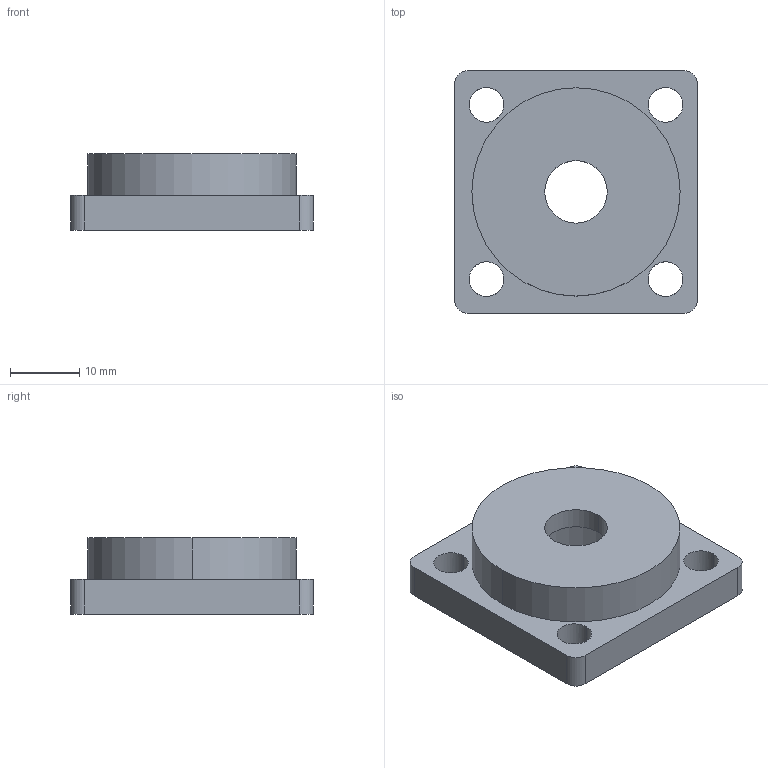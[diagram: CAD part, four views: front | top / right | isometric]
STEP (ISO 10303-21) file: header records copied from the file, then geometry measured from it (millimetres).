
FILE_DESCRIPTION(('CATIA V5 STEP Exchange'),'2;1');
FILE_NAME('V gate shafr bearing support.stp','2019-12-29T12:07:19+00:00',('none'),('none'),'CATIA Version 5 Release 20 GA (IN-10)','CATIA V5 STEP AP203','none');
FILE_SCHEMA(('CONFIG_CONTROL_DESIGN'));
Length unit declared in the file: millimetre
Products named in the file (2): frame final (2); Vgate final
Assembly tree (2 placements, depth 2):
  frame final (2)
    #58
    Vgate final
Bounding box: 35 x 35 x 11 mm (x, y, z)
Volume: 6640.9 mm3; surface area: 4366.6 mm2
Topology: 1 solids, 1 shells, 26 faces, 66 edges, 44 vertices
Faces by surface type: cylinder 18, plane 8
Entity records: 1041 total; most frequent: CARTESIAN_POINT 324, ORIENTED_EDGE 132, DIRECTION 118, EDGE_CURVE 66, AXIS2_PLACEMENT_3D 58, VERTEX_POINT 44, EDGE_LOOP 38, VECTOR 30
